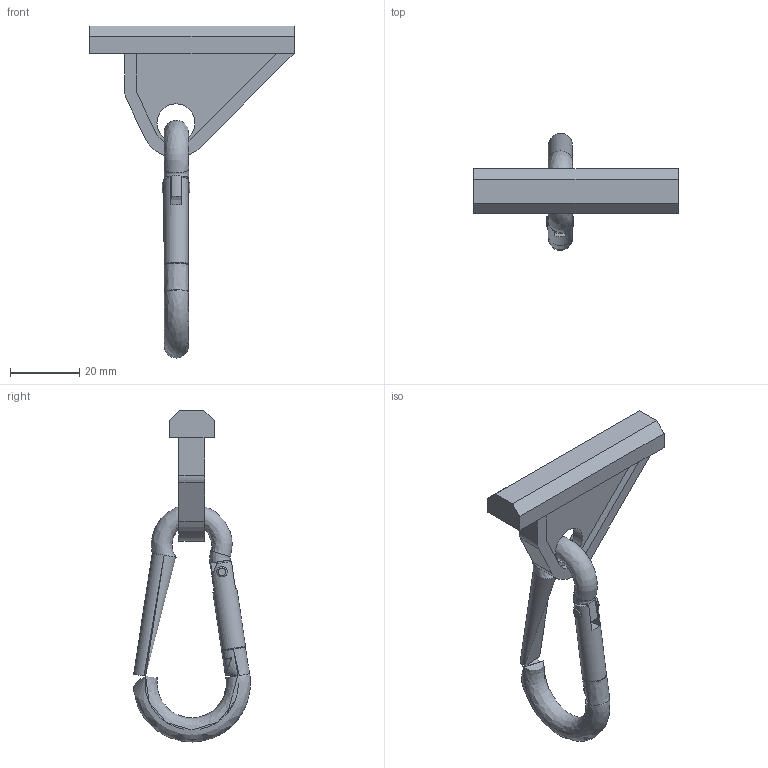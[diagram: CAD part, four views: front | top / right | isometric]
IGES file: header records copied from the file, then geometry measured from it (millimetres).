
Global section: file name: 710001.stp.ipt; native system: Autodesk Inventor 2014; preprocessor: unknown; author: zeman; date: 20151016.102026; units: millimetre
Bounding box: 59 x 33.85 x 96 mm (x, y, z)
Volume: 14152.8 mm3; surface area: 9705 mm2
Topology: 4 solids, 6 shells, 74 faces, 190 edges, 117 vertices
Faces by surface type: plane 50, revolution 10, bspline 8, cylinder 6
Full cylindrical faces by diameter (mm): 2 x1, 3 x2, 7 x1
